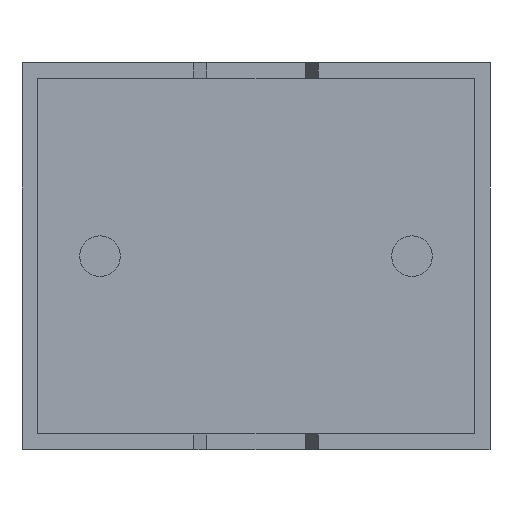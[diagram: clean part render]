
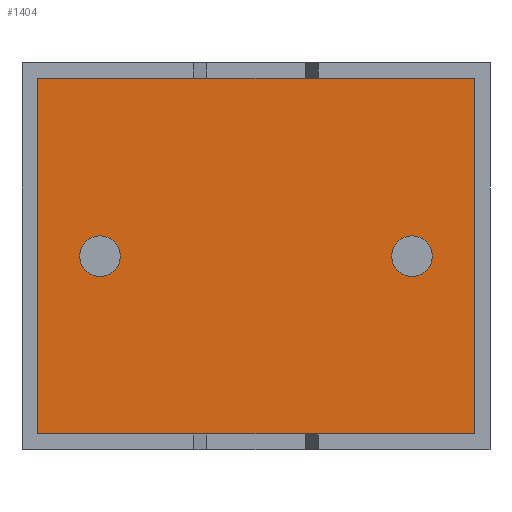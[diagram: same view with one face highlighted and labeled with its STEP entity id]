
A CAD part, front view. The second image highlights one B-rep face of the part: STEP entity #1404.
In plain terms, the highlighted planar face has unit normal (0, -1, 0).
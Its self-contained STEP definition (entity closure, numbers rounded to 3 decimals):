
#6 = ORIENTED_EDGE ( 'NONE', *, *, #2720, .F. ) ;
#22 = DIRECTION ( 'NONE',  ( 0., -1., 0. ) ) ;
#26 = ORIENTED_EDGE ( 'NONE', *, *, #232, .F. ) ;
#138 = FACE_BOUND ( 'NONE', #1552, .T. ) ;
#232 = EDGE_CURVE ( 'NONE', #3029, #480, #2824, .T. ) ;
#253 = EDGE_CURVE ( 'NONE', #664, #1753, #2505, .T. ) ;
#258 = ORIENTED_EDGE ( 'NONE', *, *, #2676, .T. ) ;
#280 = EDGE_CURVE ( 'NONE', #2072, #664, #2096, .T. ) ;
#338 = ORIENTED_EDGE ( 'NONE', *, *, #1430, .F. ) ;
#403 = CARTESIAN_POINT ( 'NONE',  ( 6.25, 0.75, 3.1 ) ) ;
#447 = LINE ( 'NONE', #2260, #2764 ) ;
#472 = CARTESIAN_POINT ( 'NONE',  ( 6.25, 0.75, 3.1 ) ) ;
#480 = VERTEX_POINT ( 'NONE', #2369 ) ;
#559 = EDGE_LOOP ( 'NONE', ( #1417, #2244, #2886, #258 ) ) ;
#610 = DIRECTION ( 'NONE',  ( 0., 0., -1. ) ) ;
#664 = VERTEX_POINT ( 'NONE', #2390 ) ;
#695 = DIRECTION ( 'NONE',  ( 0., -1., 0. ) ) ;
#701 = CARTESIAN_POINT ( 'NONE',  ( 1.25, 0.75, 2.775 ) ) ;
#847 = DIRECTION ( 'NONE',  ( 0., 0., -1. ) ) ;
#863 = VERTEX_POINT ( 'NONE', #2216 ) ;
#926 = VECTOR ( 'NONE', #1067, 1000. ) ;
#937 = CARTESIAN_POINT ( 'NONE',  ( 0.25, 0.75, 5.95 ) ) ;
#940 = AXIS2_PLACEMENT_3D ( 'NONE', #2108, #695, #2356 ) ;
#1028 = AXIS2_PLACEMENT_3D ( 'NONE', #472, #22, #1413 ) ;
#1067 = DIRECTION ( 'NONE',  ( 1., 0., 0. ) ) ;
#1078 = VERTEX_POINT ( 'NONE', #1828 ) ;
#1089 = DIRECTION ( 'NONE',  ( 0., 0., -1. ) ) ;
#1188 = PLANE ( 'NONE',  #940 ) ;
#1324 = CARTESIAN_POINT ( 'NONE',  ( 6.25, 0.75, 3.425 ) ) ;
#1325 = CARTESIAN_POINT ( 'NONE',  ( 0.25, 0.75, 5.95 ) ) ;
#1393 = VECTOR ( 'NONE', #847, 1000. ) ;
#1404 = ADVANCED_FACE ( 'NONE', ( #138, #2715, #2560 ), #1188, .T. ) ;
#1413 = DIRECTION ( 'NONE',  ( 0., 0., -1. ) ) ;
#1417 = ORIENTED_EDGE ( 'NONE', *, *, #280, .T. ) ;
#1430 = EDGE_CURVE ( 'NONE', #863, #1805, #3014, .T. ) ;
#1457 = CIRCLE ( 'NONE', #1543, 0.325 ) ;
#1530 = AXIS2_PLACEMENT_3D ( 'NONE', #403, #2501, #2022 ) ;
#1543 = AXIS2_PLACEMENT_3D ( 'NONE', #1776, #1783, #610 ) ;
#1552 = EDGE_LOOP ( 'NONE', ( #6, #338 ) ) ;
#1628 = LINE ( 'NONE', #1728, #1663 ) ;
#1663 = VECTOR ( 'NONE', #1990, 1000. ) ;
#1728 = CARTESIAN_POINT ( 'NONE',  ( 7.25, 0.75, 0.25 ) ) ;
#1753 = VERTEX_POINT ( 'NONE', #2514 ) ;
#1768 = CARTESIAN_POINT ( 'NONE',  ( 0.25, 0.75, 0.25 ) ) ;
#1776 = CARTESIAN_POINT ( 'NONE',  ( 1.25, 0.75, 3.1 ) ) ;
#1783 = DIRECTION ( 'NONE',  ( 0., -1., 0. ) ) ;
#1784 = CARTESIAN_POINT ( 'NONE',  ( 1.25, 0.75, 3.1 ) ) ;
#1805 = VERTEX_POINT ( 'NONE', #1324 ) ;
#1814 = DIRECTION ( 'NONE',  ( -1., 0., 0. ) ) ;
#1825 = EDGE_CURVE ( 'NONE', #480, #3029, #1457, .T. ) ;
#1828 = CARTESIAN_POINT ( 'NONE',  ( 7.25, 0.75, 5.95 ) ) ;
#1990 = DIRECTION ( 'NONE',  ( 0., 0., 1. ) ) ;
#2022 = DIRECTION ( 'NONE',  ( 0., 0., -1. ) ) ;
#2035 = DIRECTION ( 'NONE',  ( 0., -1., 0. ) ) ;
#2072 = VERTEX_POINT ( 'NONE', #937 ) ;
#2096 = LINE ( 'NONE', #1325, #1393 ) ;
#2105 = CIRCLE ( 'NONE', #1530, 0.325 ) ;
#2108 = CARTESIAN_POINT ( 'NONE',  ( 0., 0.75, 0. ) ) ;
#2216 = CARTESIAN_POINT ( 'NONE',  ( 6.25, 0.75, 2.775 ) ) ;
#2242 = AXIS2_PLACEMENT_3D ( 'NONE', #1784, #2035, #1089 ) ;
#2244 = ORIENTED_EDGE ( 'NONE', *, *, #253, .T. ) ;
#2260 = CARTESIAN_POINT ( 'NONE',  ( 7.25, 0.75, 5.95 ) ) ;
#2356 = DIRECTION ( 'NONE',  ( 0., 0., -1. ) ) ;
#2369 = CARTESIAN_POINT ( 'NONE',  ( 1.25, 0.75, 3.425 ) ) ;
#2390 = CARTESIAN_POINT ( 'NONE',  ( 0.25, 0.75, 0.25 ) ) ;
#2493 = ORIENTED_EDGE ( 'NONE', *, *, #1825, .F. ) ;
#2495 = EDGE_LOOP ( 'NONE', ( #2493, #26 ) ) ;
#2501 = DIRECTION ( 'NONE',  ( 0., -1., 0. ) ) ;
#2505 = LINE ( 'NONE', #1768, #926 ) ;
#2514 = CARTESIAN_POINT ( 'NONE',  ( 7.25, 0.75, 0.25 ) ) ;
#2560 = FACE_BOUND ( 'NONE', #2495, .T. ) ;
#2601 = EDGE_CURVE ( 'NONE', #1753, #1078, #1628, .T. ) ;
#2676 = EDGE_CURVE ( 'NONE', #1078, #2072, #447, .T. ) ;
#2715 = FACE_OUTER_BOUND ( 'NONE', #559, .T. ) ;
#2720 = EDGE_CURVE ( 'NONE', #1805, #863, #2105, .T. ) ;
#2764 = VECTOR ( 'NONE', #1814, 1000. ) ;
#2824 = CIRCLE ( 'NONE', #2242, 0.325 ) ;
#2886 = ORIENTED_EDGE ( 'NONE', *, *, #2601, .T. ) ;
#3014 = CIRCLE ( 'NONE', #1028, 0.325 ) ;
#3029 = VERTEX_POINT ( 'NONE', #701 ) ;
